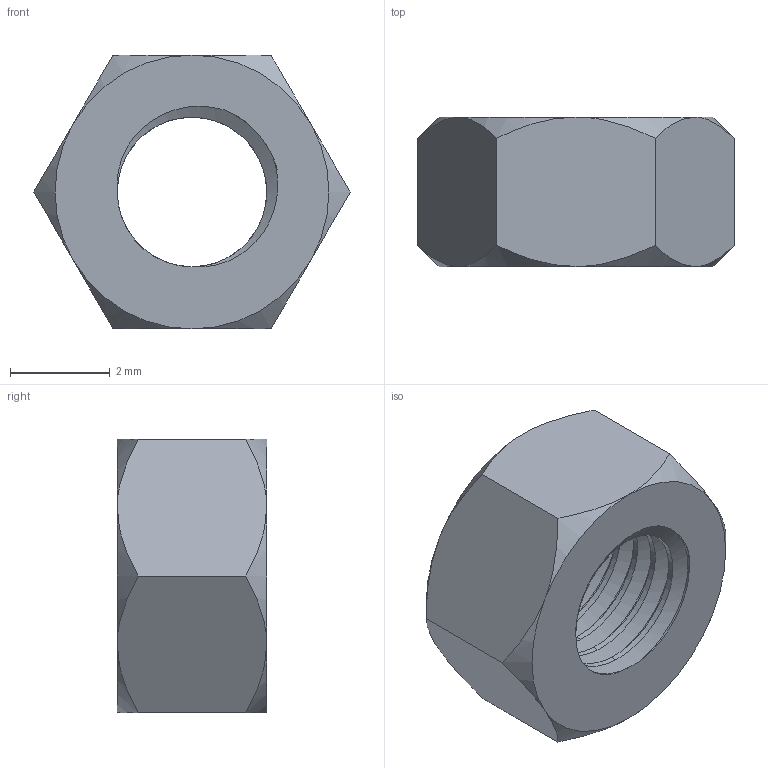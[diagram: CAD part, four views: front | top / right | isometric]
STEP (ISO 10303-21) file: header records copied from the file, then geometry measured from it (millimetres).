
FILE_DESCRIPTION (( 'STEP AP214' ), '1' );
FILE_NAME ('nut.STEP', '2021-06-20T05:38:19', ( '' ), ( '' ), 'SwSTEP 2.0', 'SolidWorks 2020', '' );
FILE_SCHEMA (( 'AUTOMOTIVE_DESIGN' ));
Length unit declared in the file: millimetre
Products named in the file (1): nut
Bounding box: 6.35 x 3 x 5.5 mm (x, y, z)
Volume: 53.4 mm3; surface area: 139.2 mm2
Topology: 1 solids, 1 shells, 37 faces, 91 edges, 56 vertices
Faces by surface type: cylinder 13, cone 12, plane 9, bspline 3
Entity records: 2901 total; most frequent: CARTESIAN_POINT 2123, ORIENTED_EDGE 182, DIRECTION 124, EDGE_CURVE 91, VERTEX_POINT 56, AXIS2_PLACEMENT_3D 51, EDGE_LOOP 39, ADVANCED_FACE 37
